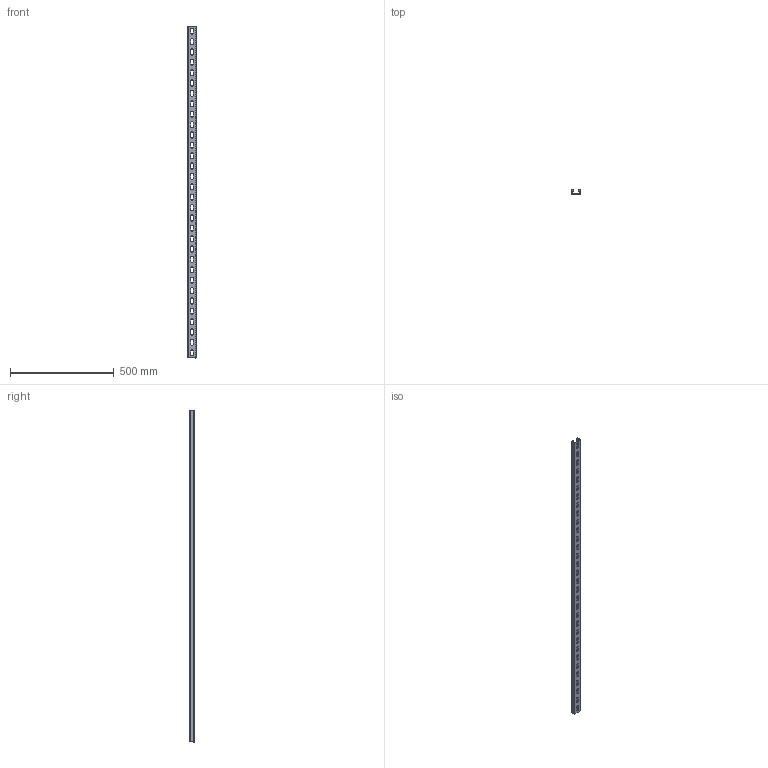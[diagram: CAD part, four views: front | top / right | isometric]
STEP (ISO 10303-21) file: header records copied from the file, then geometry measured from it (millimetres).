
FILE_DESCRIPTION (( 'STEP AP203' ), '1' );
FILE_NAME ('STRUT-镳铘桦黖h21-1600.step', '2022-01-25T09:38:15', ( '' ), ( '' ), 'SwSTEP 2.0', 'SolidWorks 2017', '' );
FILE_SCHEMA (( 'CONFIG_CONTROL_DESIGN' ));
Products named in the file (1): STRUT-镳铘桦黖h21-1600
Bounding box: 41 x 21 x 1600 mm (x, y, z)
Volume: 291368.9 mm3; surface area: 309425.1 mm2
Topology: 1 solids, 1 shells, 1752 faces, 5250 edges, 3500 vertices
Faces by surface type: plane 1682, cylinder 70
Entity records: 58119 total; most frequent: CARTESIAN_POINT 10503, ORIENTED_EDGE 10500, DIRECTION 8896, EDGE_CURVE 5250, LINE 5110, VECTOR 5110, VERTEX_POINT 3500, AXIS2_PLACEMENT_3D 1893
